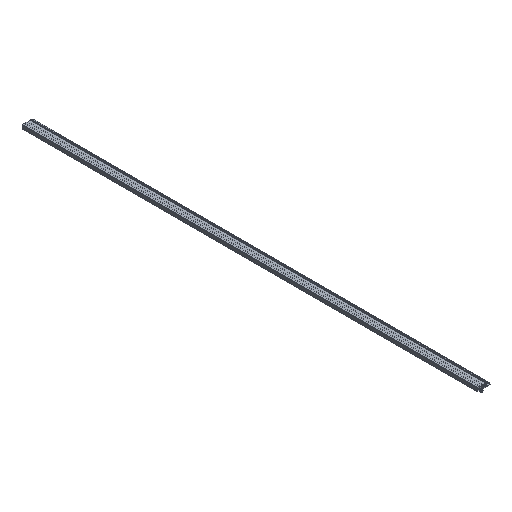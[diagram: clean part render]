
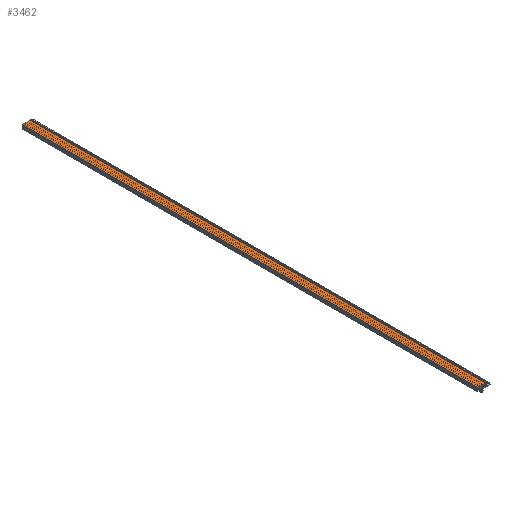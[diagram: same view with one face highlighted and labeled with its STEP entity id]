
A CAD part, isometric view. The second image highlights one B-rep face of the part: STEP entity #3462.
In plain terms, the highlighted planar face has unit normal (0, 0, 1).
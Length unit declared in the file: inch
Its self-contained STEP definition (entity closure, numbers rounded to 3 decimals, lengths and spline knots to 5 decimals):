
#38 = VECTOR ( 'NONE', #3085, 39.37008 ) ;
#122 = ORIENTED_EDGE ( 'NONE', *, *, #1963, .T. ) ;
#207 = EDGE_CURVE ( 'NONE', #1479, #1656, #2062, .T. ) ;
#245 = DIRECTION ( 'NONE',  ( 0., -1., 0. ) ) ;
#266 = DIRECTION ( 'NONE',  ( 0., 0., 1. ) ) ;
#364 = LINE ( 'NONE', #3608, #3744 ) ;
#441 = CARTESIAN_POINT ( 'NONE',  ( -0.68972, 39.37008, 0.64961 ) ) ;
#463 = LINE ( 'NONE', #1880, #2781 ) ;
#482 = CARTESIAN_POINT ( 'NONE',  ( 0.68902, 39.37008, 0.64961 ) ) ;
#958 = ORIENTED_EDGE ( 'NONE', *, *, #3058, .T. ) ;
#1033 = CARTESIAN_POINT ( 'NONE',  ( -0.68972, 39.37008, 0.64961 ) ) ;
#1329 = VERTEX_POINT ( 'NONE', #441 ) ;
#1382 = CARTESIAN_POINT ( 'NONE',  ( 0.68902, -39.37008, 0.64961 ) ) ;
#1466 = PLANE ( 'NONE',  #3192 ) ;
#1479 = VERTEX_POINT ( 'NONE', #1382 ) ;
#1596 = DIRECTION ( 'NONE',  ( 0., -1., 0. ) ) ;
#1656 = VERTEX_POINT ( 'NONE', #482 ) ;
#1663 = ORIENTED_EDGE ( 'NONE', *, *, #207, .T. ) ;
#1880 = CARTESIAN_POINT ( 'NONE',  ( -0.68972, -39.37008, 0.64961 ) ) ;
#1902 = DIRECTION ( 'NONE',  ( 1., 0., 0. ) ) ;
#1963 = EDGE_CURVE ( 'NONE', #1656, #1329, #3335, .T. ) ;
#2062 = LINE ( 'NONE', #2125, #2426 ) ;
#2125 = CARTESIAN_POINT ( 'NONE',  ( 0.68902, -40.96415, 0.64961 ) ) ;
#2426 = VECTOR ( 'NONE', #2736, 39.37008 ) ;
#2471 = ORIENTED_EDGE ( 'NONE', *, *, #3792, .T. ) ;
#2736 = DIRECTION ( 'NONE',  ( 0., 1., 0. ) ) ;
#2781 = VECTOR ( 'NONE', #1902, 39.37008 ) ;
#2785 = CARTESIAN_POINT ( 'NONE',  ( -0.68972, -39.37008, 0.64961 ) ) ;
#3058 = EDGE_CURVE ( 'NONE', #3180, #1479, #463, .T. ) ;
#3085 = DIRECTION ( 'NONE',  ( -1., 0., 0. ) ) ;
#3180 = VERTEX_POINT ( 'NONE', #2785 ) ;
#3192 = AXIS2_PLACEMENT_3D ( 'NONE', #3774, #266, #245 ) ;
#3331 = EDGE_LOOP ( 'NONE', ( #2471, #958, #1663, #122 ) ) ;
#3335 = LINE ( 'NONE', #1033, #38 ) ;
#3462 = ADVANCED_FACE ( 'NONE', ( #3557 ), #1466, .T. ) ;
#3557 = FACE_OUTER_BOUND ( 'NONE', #3331, .T. ) ;
#3608 = CARTESIAN_POINT ( 'NONE',  ( -0.68972, -40.96415, 0.64961 ) ) ;
#3744 = VECTOR ( 'NONE', #1596, 39.37008 ) ;
#3774 = CARTESIAN_POINT ( 'NONE',  ( -0.68972, -40.96415, 0.64961 ) ) ;
#3792 = EDGE_CURVE ( 'NONE', #1329, #3180, #364, .T. ) ;
